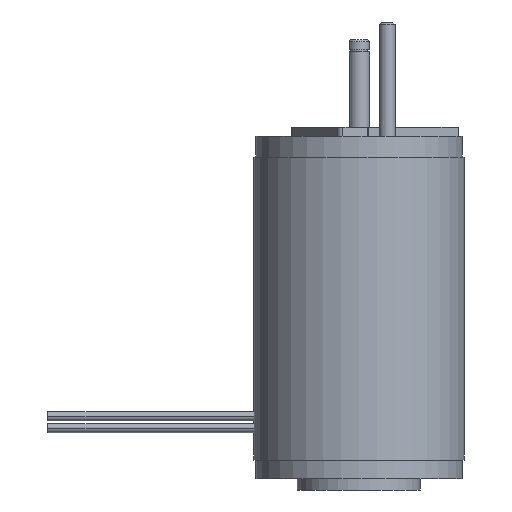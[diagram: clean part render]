
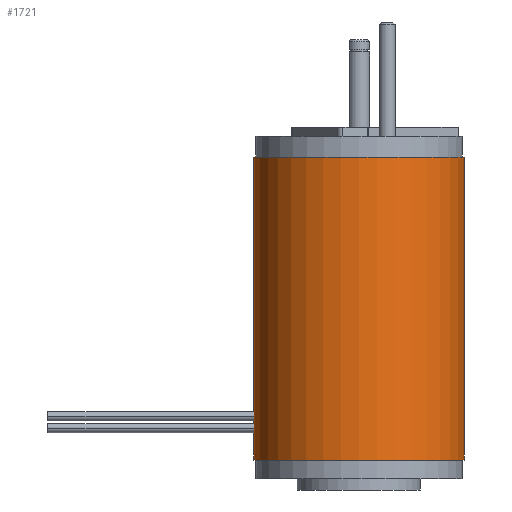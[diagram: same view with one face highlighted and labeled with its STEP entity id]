
A CAD part, front view. The second image highlights one B-rep face of the part: STEP entity #1721.
In plain terms, the highlighted cylindrical face has radius 1.52 mm (diameter 3.04 mm), a partial arc.
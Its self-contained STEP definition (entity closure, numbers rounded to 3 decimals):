
#1680=CARTESIAN_POINT('',(0.0,0.0,-0.43));
#1681=DIRECTION('',(0.0,0.0,-1.0));
#1682=DIRECTION('',(1.0,0.0,0.0));
#1683=AXIS2_PLACEMENT_3D('',#1680,#1681,#1682);
#1684=CYLINDRICAL_SURFACE('',#1683,1.52);
#1685=CARTESIAN_POINT('',(1.52,0.0,-0.43));
#1686=VERTEX_POINT('',#1685);
#1687=CARTESIAN_POINT('',(1.52,0.0,-4.805));
#1688=VERTEX_POINT('',#1687);
#1689=CARTESIAN_POINT('',(1.52,0.0,-0.43));
#1690=DIRECTION('',(0.0,0.0,-1.0));
#1691=VECTOR('',#1690,4.375);
#1692=LINE('',#1689,#1691);
#1693=EDGE_CURVE('',#1686,#1688,#1692,.T.);
#1694=ORIENTED_EDGE('',*,*,#1693,.F.);
#1695=CARTESIAN_POINT('',(-1.52,0.,-0.43));
#1696=VERTEX_POINT('',#1695);
#1697=CARTESIAN_POINT('',(0.0,0.0,-0.43));
#1698=DIRECTION('',(0.0,0.0,1.0));
#1699=DIRECTION('',(1.0,0.0,0.0));
#1700=AXIS2_PLACEMENT_3D('',#1697,#1698,#1699);
#1701=CIRCLE('',#1700,1.52);
#1702=EDGE_CURVE('',#1696,#1686,#1701,.T.);
#1703=ORIENTED_EDGE('',*,*,#1702,.F.);
#1704=CARTESIAN_POINT('',(-1.52,0.,-4.805));
#1705=VERTEX_POINT('',#1704);
#1706=CARTESIAN_POINT('',(-1.52,0.,-4.805));
#1707=DIRECTION('',(0.0,0.0,1.0));
#1708=VECTOR('',#1707,4.375);
#1709=LINE('',#1706,#1708);
#1710=EDGE_CURVE('',#1705,#1696,#1709,.T.);
#1711=ORIENTED_EDGE('',*,*,#1710,.F.);
#1712=CARTESIAN_POINT('',(0.0,0.0,-4.805));
#1713=DIRECTION('',(0.0,0.0,1.0));
#1714=DIRECTION('',(1.0,0.0,0.0));
#1715=AXIS2_PLACEMENT_3D('',#1712,#1713,#1714);
#1716=CIRCLE('',#1715,1.52);
#1717=EDGE_CURVE('',#1705,#1688,#1716,.T.);
#1718=ORIENTED_EDGE('',*,*,#1717,.T.);
#1719=EDGE_LOOP('',(#1694,#1703,#1711,#1718));
#1720=FACE_OUTER_BOUND('',#1719,.T.);
#1721=ADVANCED_FACE('',(#1720),#1684,.T.);
